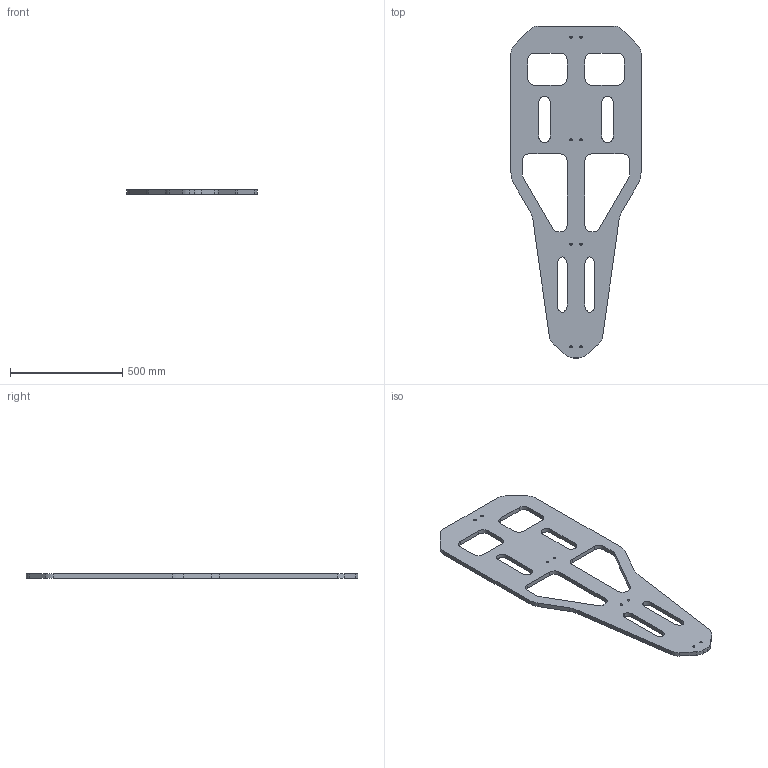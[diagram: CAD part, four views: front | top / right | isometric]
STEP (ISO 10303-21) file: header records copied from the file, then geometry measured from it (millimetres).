
FILE_DESCRIPTION(/* description */ ('STEP AP242 Edition 2','CAx-IF Rec.Pracs.---Representation and Presentation of Product Manufacturing Information (PMI)---4.0---2014-10-13','CAx-IF Rec.Pracs.---3D Tessellated Geometry---0.4---2014-09-14','2;1','CAx-IF Rec.Pracs.---User Defined Attributes---1.5---2016-08-15'),/* implementation_level */ '2;1');
FILE_NAME(/* name */ '694b058afe64151c55da538a',/* time_stamp */ '2025-12-23T21:11:38Z',/* author */ (''),/* organization */ (''),/* preprocessor_version */ 'ST-DEVELOPER v20',/* originating_system */ 'ONSHAPE BY PTC INC, 1.208',/* authorisation */ ' ');
FILE_SCHEMA (('AP242_MANAGED_MODEL_BASED_3D_ENGINEERING_MIM_LF { 1 0 10303 442 3 1 4 }'));
Length unit declared in the file: metre
Products named in the file (1): base_simple_all
Bounding box: 580 x 1480 x 19.05 mm (x, y, z)
Volume: 8734305.4 mm3; surface area: 1086195.5 mm2
Topology: 1 solids, 1 shells, 106 faces, 296 edges, 200 vertices
Faces by surface type: cylinder 58, plane 48
Full cylindrical faces by diameter (mm): 6 x8, 10 x8
Entity records: 3396 total; most frequent: DIRECTION 602, CARTESIAN_POINT 571, ORIENTED_EDGE 544, EDGE_CURVE 272, AXIS2_PLACEMENT_3D 223, VERTEX_POINT 192, EDGE_LOOP 162, FACE_BOUND 162
